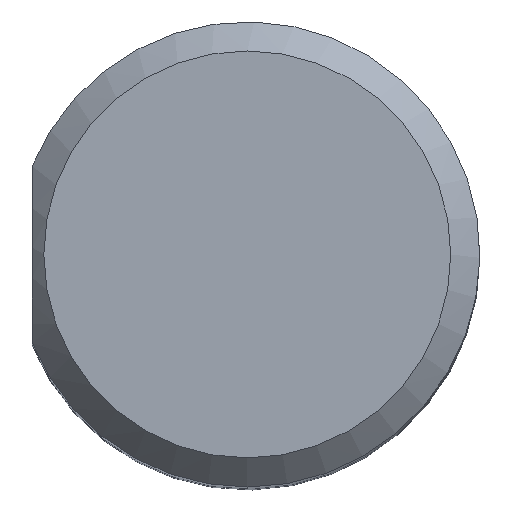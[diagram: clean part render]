
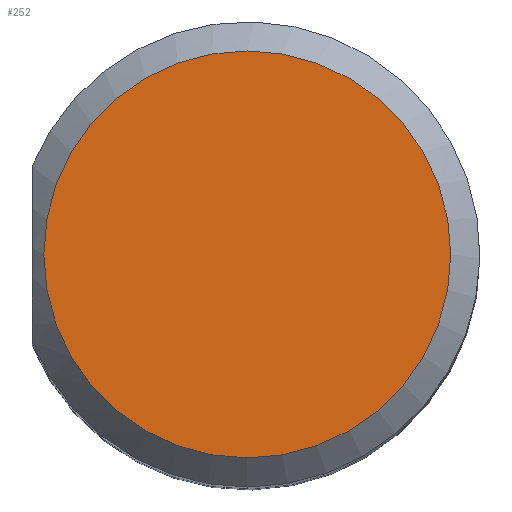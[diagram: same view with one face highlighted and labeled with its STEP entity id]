
A CAD part, top view. The second image highlights one B-rep face of the part: STEP entity #252.
In plain terms, the highlighted planar face has unit normal (0, 0, 1).
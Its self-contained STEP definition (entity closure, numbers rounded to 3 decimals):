
#155=PLANE('',#776);
#252=ADVANCED_FACE('',(#293),#155,.T.);
#293=FACE_OUTER_BOUND('',#323,.T.);
#323=EDGE_LOOP('',(#450));
#366=CIRCLE('',#766,7.);
#450=ORIENTED_EDGE('',*,*,#634,.F.);
#570=VERTEX_POINT('',#1218);
#634=EDGE_CURVE('',#570,#570,#366,.T.);
#766=AXIS2_PLACEMENT_3D('',#1217,#886,#887);
#776=AXIS2_PLACEMENT_3D('',#1242,#906,#907);
#886=DIRECTION('',(0.,0.,-1.));
#887=DIRECTION('',(0.,-1.,0.));
#906=DIRECTION('',(0.,0.,1.));
#907=DIRECTION('',(0.,1.,0.));
#1217=CARTESIAN_POINT('',(0.,0.,0.));
#1218=CARTESIAN_POINT('',(0.,-7.,0.));
#1242=CARTESIAN_POINT('',(7.,0.,0.));
